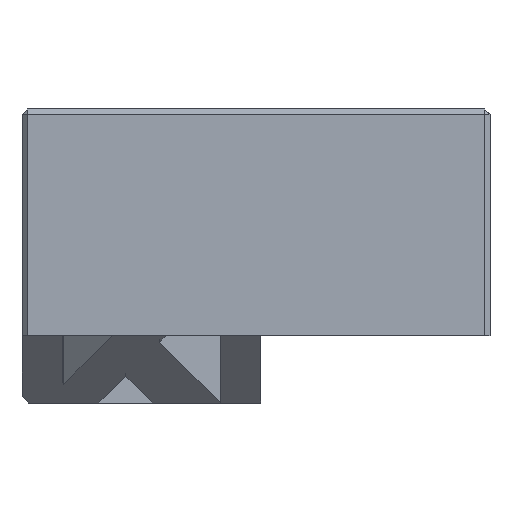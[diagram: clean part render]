
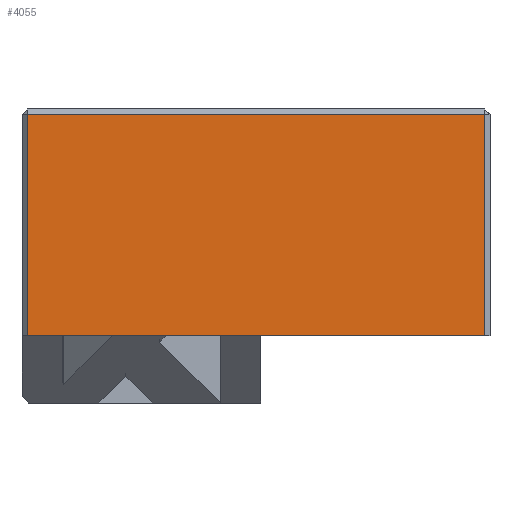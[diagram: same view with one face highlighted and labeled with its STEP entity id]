
A CAD part, front view. The second image highlights one B-rep face of the part: STEP entity #4055.
In plain terms, the highlighted planar face has unit normal (0, -1, 0).
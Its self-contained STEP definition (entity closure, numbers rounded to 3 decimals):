
#1006 = PLANE('',#1007);
#1007 = AXIS2_PLACEMENT_3D('',#1008,#1009,#1010);
#1008 = CARTESIAN_POINT('',(0.,-16.3,11.6));
#1009 = DIRECTION('',(0.,0.707,-0.707));
#1010 = DIRECTION('',(-1.,-0.,-0.));
#2118 = EDGE_CURVE('',#2119,#2121,#2123,.T.);
#2119 = VERTEX_POINT('',#2120);
#2120 = CARTESIAN_POINT('',(0.4,-16.5,11.4));
#2121 = VERTEX_POINT('',#2122);
#2122 = CARTESIAN_POINT('',(34.3,-16.5,11.4));
#2123 = SURFACE_CURVE('',#2124,(#2128,#2135),.PCURVE_S1.);
#2124 = LINE('',#2125,#2126);
#2125 = CARTESIAN_POINT('',(0.,-16.5,11.4));
#2126 = VECTOR('',#2127,1.);
#2127 = DIRECTION('',(1.,0.,0.));
#2128 = PCURVE('',#1006,#2129);
#2129 = DEFINITIONAL_REPRESENTATION('',(#2130),#2134);
#2130 = LINE('',#2131,#2132);
#2131 = CARTESIAN_POINT('',(-0.,-0.283));
#2132 = VECTOR('',#2133,1.);
#2133 = DIRECTION('',(-1.,0.));
#2134 = ( GEOMETRIC_REPRESENTATION_CONTEXT(2) 
PARAMETRIC_REPRESENTATION_CONTEXT() REPRESENTATION_CONTEXT('2D SPACE',''
  ) );
#2135 = PCURVE('',#2136,#2141);
#2136 = PLANE('',#2137);
#2137 = AXIS2_PLACEMENT_3D('',#2138,#2139,#2140);
#2138 = CARTESIAN_POINT('',(0.,-16.5,-5.));
#2139 = DIRECTION('',(0.,1.,0.));
#2140 = DIRECTION('',(0.,0.,1.));
#2141 = DEFINITIONAL_REPRESENTATION('',(#2142),#2146);
#2142 = LINE('',#2143,#2144);
#2143 = CARTESIAN_POINT('',(16.4,0.));
#2144 = VECTOR('',#2145,1.);
#2145 = DIRECTION('',(0.,1.));
#2146 = ( GEOMETRIC_REPRESENTATION_CONTEXT(2) 
PARAMETRIC_REPRESENTATION_CONTEXT() REPRESENTATION_CONTEXT('2D SPACE',''
  ) );
#3812 = PLANE('',#3813);
#3813 = AXIS2_PLACEMENT_3D('',#3814,#3815,#3816);
#3814 = CARTESIAN_POINT('',(34.5,-16.3,-5.));
#3815 = DIRECTION('',(-0.707,0.707,0.));
#3816 = DIRECTION('',(0.,0.,1.));
#3845 = PLANE('',#3846);
#3846 = AXIS2_PLACEMENT_3D('',#3847,#3848,#3849);
#3847 = CARTESIAN_POINT('',(0.,-16.5,-5.));
#3848 = DIRECTION('',(0.,0.,1.));
#3849 = DIRECTION('',(1.,0.,0.));
#4055 = ADVANCED_FACE('',(#4056),#2136,.F.);
#4056 = FACE_BOUND('',#4057,.F.);
#4057 = EDGE_LOOP('',(#4058,#4083,#4109,#4110));
#4058 = ORIENTED_EDGE('',*,*,#4059,.F.);
#4059 = EDGE_CURVE('',#4060,#4062,#4064,.T.);
#4060 = VERTEX_POINT('',#4061);
#4061 = CARTESIAN_POINT('',(0.4,-16.5,-5.));
#4062 = VERTEX_POINT('',#4063);
#4063 = CARTESIAN_POINT('',(34.3,-16.5,-5.));
#4064 = SURFACE_CURVE('',#4065,(#4069,#4076),.PCURVE_S1.);
#4065 = LINE('',#4066,#4067);
#4066 = CARTESIAN_POINT('',(0.,-16.5,-5.));
#4067 = VECTOR('',#4068,1.);
#4068 = DIRECTION('',(1.,0.,0.));
#4069 = PCURVE('',#2136,#4070);
#4070 = DEFINITIONAL_REPRESENTATION('',(#4071),#4075);
#4071 = LINE('',#4072,#4073);
#4072 = CARTESIAN_POINT('',(0.,0.));
#4073 = VECTOR('',#4074,1.);
#4074 = DIRECTION('',(0.,1.));
#4075 = ( GEOMETRIC_REPRESENTATION_CONTEXT(2) 
PARAMETRIC_REPRESENTATION_CONTEXT() REPRESENTATION_CONTEXT('2D SPACE',''
  ) );
#4076 = PCURVE('',#3845,#4077);
#4077 = DEFINITIONAL_REPRESENTATION('',(#4078),#4082);
#4078 = LINE('',#4079,#4080);
#4079 = CARTESIAN_POINT('',(0.,0.));
#4080 = VECTOR('',#4081,1.);
#4081 = DIRECTION('',(1.,0.));
#4082 = ( GEOMETRIC_REPRESENTATION_CONTEXT(2) 
PARAMETRIC_REPRESENTATION_CONTEXT() REPRESENTATION_CONTEXT('2D SPACE',''
  ) );
#4083 = ORIENTED_EDGE('',*,*,#4084,.T.);
#4084 = EDGE_CURVE('',#4060,#2119,#4085,.T.);
#4085 = SURFACE_CURVE('',#4086,(#4090,#4097),.PCURVE_S1.);
#4086 = LINE('',#4087,#4088);
#4087 = CARTESIAN_POINT('',(0.4,-16.5,-5.));
#4088 = VECTOR('',#4089,1.);
#4089 = DIRECTION('',(0.,0.,1.));
#4090 = PCURVE('',#2136,#4091);
#4091 = DEFINITIONAL_REPRESENTATION('',(#4092),#4096);
#4092 = LINE('',#4093,#4094);
#4093 = CARTESIAN_POINT('',(0.,0.4));
#4094 = VECTOR('',#4095,1.);
#4095 = DIRECTION('',(1.,0.));
#4096 = ( GEOMETRIC_REPRESENTATION_CONTEXT(2) 
PARAMETRIC_REPRESENTATION_CONTEXT() REPRESENTATION_CONTEXT('2D SPACE',''
  ) );
#4097 = PCURVE('',#4098,#4103);
#4098 = PLANE('',#4099);
#4099 = AXIS2_PLACEMENT_3D('',#4100,#4101,#4102);
#4100 = CARTESIAN_POINT('',(0.2,-16.3,-5.));
#4101 = DIRECTION('',(0.707,0.707,0.));
#4102 = DIRECTION('',(0.,0.,-1.));
#4103 = DEFINITIONAL_REPRESENTATION('',(#4104),#4108);
#4104 = LINE('',#4105,#4106);
#4105 = CARTESIAN_POINT('',(-0.,-0.283));
#4106 = VECTOR('',#4107,1.);
#4107 = DIRECTION('',(-1.,0.));
#4108 = ( GEOMETRIC_REPRESENTATION_CONTEXT(2) 
PARAMETRIC_REPRESENTATION_CONTEXT() REPRESENTATION_CONTEXT('2D SPACE',''
  ) );
#4109 = ORIENTED_EDGE('',*,*,#2118,.T.);
#4110 = ORIENTED_EDGE('',*,*,#4111,.F.);
#4111 = EDGE_CURVE('',#4062,#2121,#4112,.T.);
#4112 = SURFACE_CURVE('',#4113,(#4117,#4124),.PCURVE_S1.);
#4113 = LINE('',#4114,#4115);
#4114 = CARTESIAN_POINT('',(34.3,-16.5,-5.));
#4115 = VECTOR('',#4116,1.);
#4116 = DIRECTION('',(0.,0.,1.));
#4117 = PCURVE('',#2136,#4118);
#4118 = DEFINITIONAL_REPRESENTATION('',(#4119),#4123);
#4119 = LINE('',#4120,#4121);
#4120 = CARTESIAN_POINT('',(0.,34.3));
#4121 = VECTOR('',#4122,1.);
#4122 = DIRECTION('',(1.,0.));
#4123 = ( GEOMETRIC_REPRESENTATION_CONTEXT(2) 
PARAMETRIC_REPRESENTATION_CONTEXT() REPRESENTATION_CONTEXT('2D SPACE',''
  ) );
#4124 = PCURVE('',#3812,#4125);
#4125 = DEFINITIONAL_REPRESENTATION('',(#4126),#4130);
#4126 = LINE('',#4127,#4128);
#4127 = CARTESIAN_POINT('',(0.,-0.283));
#4128 = VECTOR('',#4129,1.);
#4129 = DIRECTION('',(1.,0.));
#4130 = ( GEOMETRIC_REPRESENTATION_CONTEXT(2) 
PARAMETRIC_REPRESENTATION_CONTEXT() REPRESENTATION_CONTEXT('2D SPACE',''
  ) );
